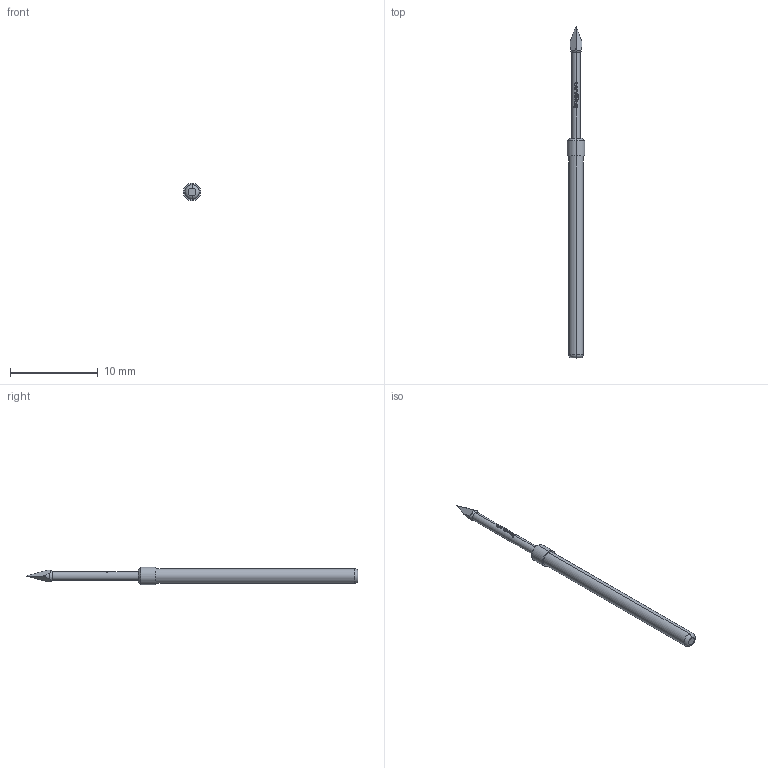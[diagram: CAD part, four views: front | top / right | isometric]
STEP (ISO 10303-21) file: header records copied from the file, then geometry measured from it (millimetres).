
FILE_DESCRIPTION (( 'STEP AP203' ), '1' );
FILE_NAME ('INGUN_GKS-412_291_130_A_xx02.STEP', '2022-02-01T10:51:42', ( 'ochi' ), ( '' ), 'SwSTEP 2.0', 'SolidWorks 2018', '' );
FILE_SCHEMA (( 'CONFIG_CONTROL_DESIGN' ));
Length unit declared in the file: millimetre
Products named in the file (1): INGUN_GKS-412_291_130_A_xx02
Bounding box: 2 x 37.8 x 2 mm (x, y, z)
Volume: 64.3 mm3; surface area: 173.7 mm2
Topology: 1 solids, 1 shells, 105 faces, 291 edges, 191 vertices
Faces by surface type: plane 47, cylinder 30, bspline 22, cone 4, torus 2
Entity records: 3732 total; most frequent: CARTESIAN_POINT 1140, ORIENTED_EDGE 582, DIRECTION 461, EDGE_CURVE 291, VERTEX_POINT 191, AXIS2_PLACEMENT_3D 184, EDGE_LOOP 108, ADVANCED_FACE 105
